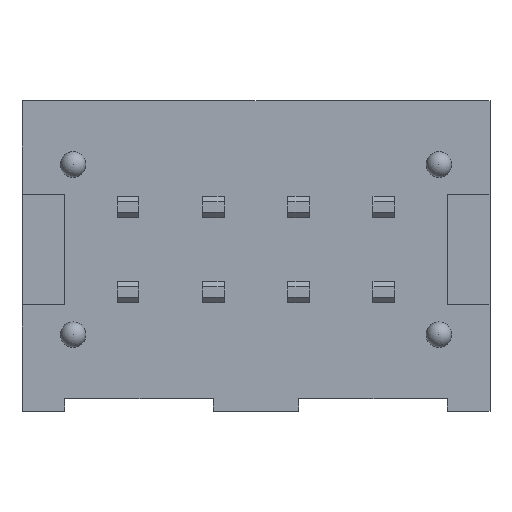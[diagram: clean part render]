
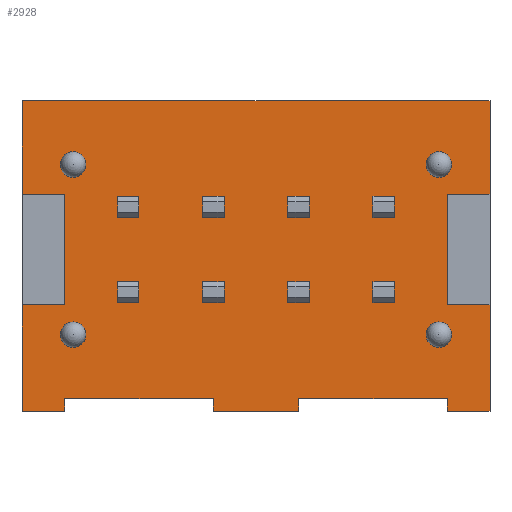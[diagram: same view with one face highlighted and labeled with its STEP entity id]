
A CAD part, front view. The second image highlights one B-rep face of the part: STEP entity #2928.
In plain terms, the highlighted planar face has unit normal (0, -1, 0).
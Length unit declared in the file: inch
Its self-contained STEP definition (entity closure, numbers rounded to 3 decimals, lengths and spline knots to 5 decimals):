
#22=CIRCLE('',#3115,0.015);
#23=CIRCLE('',#3116,0.015);
#24=CIRCLE('',#3117,0.015);
#25=CIRCLE('',#3118,0.015);
#665=ORIENTED_EDGE('',*,*,#1197,.F.);
#666=ORIENTED_EDGE('',*,*,#1198,.F.);
#667=ORIENTED_EDGE('',*,*,#1199,.F.);
#668=ORIENTED_EDGE('',*,*,#1200,.F.);
#669=ORIENTED_EDGE('',*,*,#1201,.F.);
#670=ORIENTED_EDGE('',*,*,#1202,.F.);
#671=ORIENTED_EDGE('',*,*,#1203,.F.);
#672=ORIENTED_EDGE('',*,*,#1204,.F.);
#673=ORIENTED_EDGE('',*,*,#1205,.F.);
#674=ORIENTED_EDGE('',*,*,#1206,.F.);
#675=ORIENTED_EDGE('',*,*,#1207,.F.);
#676=ORIENTED_EDGE('',*,*,#1208,.F.);
#677=ORIENTED_EDGE('',*,*,#1209,.F.);
#678=ORIENTED_EDGE('',*,*,#1210,.F.);
#679=ORIENTED_EDGE('',*,*,#1211,.F.);
#680=ORIENTED_EDGE('',*,*,#1212,.F.);
#681=ORIENTED_EDGE('',*,*,#1213,.F.);
#682=ORIENTED_EDGE('',*,*,#1214,.T.);
#683=ORIENTED_EDGE('',*,*,#1215,.T.);
#684=ORIENTED_EDGE('',*,*,#1216,.F.);
#685=ORIENTED_EDGE('',*,*,#1217,.F.);
#686=ORIENTED_EDGE('',*,*,#1218,.F.);
#687=ORIENTED_EDGE('',*,*,#1219,.T.);
#688=ORIENTED_EDGE('',*,*,#1220,.F.);
#1197=EDGE_CURVE('',#1511,#1511,#22,.T.);
#1198=EDGE_CURVE('',#1512,#1512,#23,.T.);
#1199=EDGE_CURVE('',#1513,#1513,#24,.T.);
#1200=EDGE_CURVE('',#1514,#1514,#25,.T.);
#1201=EDGE_CURVE('',#1515,#1516,#1885,.T.);
#1202=EDGE_CURVE('',#1517,#1515,#1886,.T.);
#1203=EDGE_CURVE('',#1518,#1517,#1887,.T.);
#1204=EDGE_CURVE('',#1519,#1518,#1888,.T.);
#1205=EDGE_CURVE('',#1520,#1519,#1889,.T.);
#1206=EDGE_CURVE('',#1521,#1520,#1890,.T.);
#1207=EDGE_CURVE('',#1522,#1521,#1891,.T.);
#1208=EDGE_CURVE('',#1523,#1522,#1892,.T.);
#1209=EDGE_CURVE('',#1524,#1523,#1893,.T.);
#1210=EDGE_CURVE('',#1525,#1524,#1894,.T.);
#1211=EDGE_CURVE('',#1526,#1525,#1895,.T.);
#1212=EDGE_CURVE('',#1527,#1526,#1896,.T.);
#1213=EDGE_CURVE('',#1528,#1527,#1897,.T.);
#1214=EDGE_CURVE('',#1528,#1529,#1898,.T.);
#1215=EDGE_CURVE('',#1529,#1530,#1899,.T.);
#1216=EDGE_CURVE('',#1531,#1530,#1900,.T.);
#1217=EDGE_CURVE('',#1532,#1531,#1901,.T.);
#1218=EDGE_CURVE('',#1533,#1532,#1902,.T.);
#1219=EDGE_CURVE('',#1533,#1534,#1903,.T.);
#1220=EDGE_CURVE('',#1516,#1534,#1904,.T.);
#1511=VERTEX_POINT('',#4536);
#1512=VERTEX_POINT('',#4538);
#1513=VERTEX_POINT('',#4540);
#1514=VERTEX_POINT('',#4542);
#1515=VERTEX_POINT('',#4544);
#1516=VERTEX_POINT('',#4545);
#1517=VERTEX_POINT('',#4547);
#1518=VERTEX_POINT('',#4549);
#1519=VERTEX_POINT('',#4551);
#1520=VERTEX_POINT('',#4553);
#1521=VERTEX_POINT('',#4555);
#1522=VERTEX_POINT('',#4557);
#1523=VERTEX_POINT('',#4559);
#1524=VERTEX_POINT('',#4561);
#1525=VERTEX_POINT('',#4563);
#1526=VERTEX_POINT('',#4565);
#1527=VERTEX_POINT('',#4567);
#1528=VERTEX_POINT('',#4569);
#1529=VERTEX_POINT('',#4571);
#1530=VERTEX_POINT('',#4573);
#1531=VERTEX_POINT('',#4575);
#1532=VERTEX_POINT('',#4577);
#1533=VERTEX_POINT('',#4579);
#1534=VERTEX_POINT('',#4581);
#1885=LINE('',#4543,#2295);
#1886=LINE('',#4546,#2296);
#1887=LINE('',#4548,#2297);
#1888=LINE('',#4550,#2298);
#1889=LINE('',#4552,#2299);
#1890=LINE('',#4554,#2300);
#1891=LINE('',#4556,#2301);
#1892=LINE('',#4558,#2302);
#1893=LINE('',#4560,#2303);
#1894=LINE('',#4562,#2304);
#1895=LINE('',#4564,#2305);
#1896=LINE('',#4566,#2306);
#1897=LINE('',#4568,#2307);
#1898=LINE('',#4570,#2308);
#1899=LINE('',#4572,#2309);
#1900=LINE('',#4574,#2310);
#1901=LINE('',#4576,#2311);
#1902=LINE('',#4578,#2312);
#1903=LINE('',#4580,#2313);
#1904=LINE('',#4582,#2314);
#2295=VECTOR('',#3710,39.37008);
#2296=VECTOR('',#3711,39.37008);
#2297=VECTOR('',#3712,39.37008);
#2298=VECTOR('',#3713,39.37008);
#2299=VECTOR('',#3714,39.37008);
#2300=VECTOR('',#3715,39.37008);
#2301=VECTOR('',#3716,39.37008);
#2302=VECTOR('',#3717,39.37008);
#2303=VECTOR('',#3718,39.37008);
#2304=VECTOR('',#3719,39.37008);
#2305=VECTOR('',#3720,39.37008);
#2306=VECTOR('',#3721,39.37008);
#2307=VECTOR('',#3722,39.37008);
#2308=VECTOR('',#3723,39.37008);
#2309=VECTOR('',#3724,39.37008);
#2310=VECTOR('',#3725,39.37008);
#2311=VECTOR('',#3726,39.37008);
#2312=VECTOR('',#3727,39.37008);
#2313=VECTOR('',#3728,39.37008);
#2314=VECTOR('',#3729,39.37008);
#2486=EDGE_LOOP('',(#665));
#2487=EDGE_LOOP('',(#666));
#2488=EDGE_LOOP('',(#667));
#2489=EDGE_LOOP('',(#668));
#2490=EDGE_LOOP('',(#669,#670,#671,#672,#673,#674,#675,#676,#677,#678,#679,
#680,#681,#682,#683,#684,#685,#686,#687,#688));
#2636=FACE_BOUND('',#2486,.T.);
#2637=FACE_BOUND('',#2487,.T.);
#2638=FACE_BOUND('',#2488,.T.);
#2639=FACE_BOUND('',#2489,.T.);
#2640=FACE_BOUND('',#2490,.T.);
#2786=PLANE('',#3114);
#2928=ADVANCED_FACE('',(#2636,#2637,#2638,#2639,#2640),#2786,.F.);
#3114=AXIS2_PLACEMENT_3D('',#4534,#3700,#3701);
#3115=AXIS2_PLACEMENT_3D('',#4535,#3702,#3703);
#3116=AXIS2_PLACEMENT_3D('',#4537,#3704,#3705);
#3117=AXIS2_PLACEMENT_3D('',#4539,#3706,#3707);
#3118=AXIS2_PLACEMENT_3D('',#4541,#3708,#3709);
#3700=DIRECTION('',(0.,1.,0.));
#3701=DIRECTION('',(0.,0.,1.));
#3702=DIRECTION('',(0.,-1.,0.));
#3703=DIRECTION('',(0.,0.,-1.));
#3704=DIRECTION('',(0.,-1.,0.));
#3705=DIRECTION('',(0.,0.,-1.));
#3706=DIRECTION('',(0.,-1.,0.));
#3707=DIRECTION('',(0.,0.,-1.));
#3708=DIRECTION('',(0.,-1.,0.));
#3709=DIRECTION('',(0.,0.,-1.));
#3710=DIRECTION('',(0.,0.,-1.));
#3711=DIRECTION('',(-1.,0.,0.));
#3712=DIRECTION('',(0.,0.,1.));
#3713=DIRECTION('',(-1.,0.,0.));
#3714=DIRECTION('',(0.,0.,-1.));
#3715=DIRECTION('',(-1.,0.,0.));
#3716=DIRECTION('',(0.,0.,1.));
#3717=DIRECTION('',(-1.,0.,0.));
#3718=DIRECTION('',(0.,0.,-1.));
#3719=DIRECTION('',(1.,0.,0.));
#3720=DIRECTION('',(0.,0.,-1.));
#3721=DIRECTION('',(-1.,0.,0.));
#3722=DIRECTION('',(0.,0.,-1.));
#3723=DIRECTION('',(-1.,0.,0.));
#3724=DIRECTION('',(0.,0.,-1.));
#3725=DIRECTION('',(-1.,0.,0.));
#3726=DIRECTION('',(0.,0.,1.));
#3727=DIRECTION('',(1.,0.,0.));
#3728=DIRECTION('',(0.,0.,-1.));
#3729=DIRECTION('',(-1.,0.,0.));
#4534=CARTESIAN_POINT('',(0.275,0.,0.175));
#4535=CARTESIAN_POINT('',(0.215,0.,-0.1));
#4536=CARTESIAN_POINT('',(0.215,0.,-0.115));
#4537=CARTESIAN_POINT('',(0.215,0.,0.1));
#4538=CARTESIAN_POINT('',(0.215,0.,0.085));
#4539=CARTESIAN_POINT('',(-0.215,0.,-0.1));
#4540=CARTESIAN_POINT('',(-0.215,0.,-0.115));
#4541=CARTESIAN_POINT('',(-0.215,0.,0.1));
#4542=CARTESIAN_POINT('',(-0.215,0.,0.085));
#4543=CARTESIAN_POINT('',(-0.225,0.,-0.175));
#4544=CARTESIAN_POINT('',(-0.225,0.,-0.175));
#4545=CARTESIAN_POINT('',(-0.225,0.,-0.19));
#4546=CARTESIAN_POINT('',(-0.05,0.,-0.175));
#4547=CARTESIAN_POINT('',(-0.05,0.,-0.175));
#4548=CARTESIAN_POINT('',(-0.05,0.,-0.19));
#4549=CARTESIAN_POINT('',(-0.05,0.,-0.19));
#4550=CARTESIAN_POINT('',(0.275,0.,-0.19));
#4551=CARTESIAN_POINT('',(0.05,0.,-0.19));
#4552=CARTESIAN_POINT('',(0.05,0.,-0.175));
#4553=CARTESIAN_POINT('',(0.05,0.,-0.175));
#4554=CARTESIAN_POINT('',(0.225,0.,-0.175));
#4555=CARTESIAN_POINT('',(0.225,0.,-0.175));
#4556=CARTESIAN_POINT('',(0.225,0.,-0.19));
#4557=CARTESIAN_POINT('',(0.225,0.,-0.19));
#4558=CARTESIAN_POINT('',(0.275,0.,-0.19));
#4559=CARTESIAN_POINT('',(0.275,0.,-0.19));
#4560=CARTESIAN_POINT('',(0.275,0.,0.175));
#4561=CARTESIAN_POINT('',(0.275,0.,-0.065));
#4562=CARTESIAN_POINT('',(0.225,0.,-0.065));
#4563=CARTESIAN_POINT('',(0.225,0.,-0.065));
#4564=CARTESIAN_POINT('',(0.225,0.,0.065));
#4565=CARTESIAN_POINT('',(0.225,0.,0.065));
#4566=CARTESIAN_POINT('',(0.275,0.,0.065));
#4567=CARTESIAN_POINT('',(0.275,0.,0.065));
#4568=CARTESIAN_POINT('',(0.275,0.,0.175));
#4569=CARTESIAN_POINT('',(0.275,0.,0.175));
#4570=CARTESIAN_POINT('',(0.275,0.,0.175));
#4571=CARTESIAN_POINT('',(-0.275,0.,0.175));
#4572=CARTESIAN_POINT('',(-0.275,0.,0.175));
#4573=CARTESIAN_POINT('',(-0.275,0.,0.065));
#4574=CARTESIAN_POINT('',(-0.225,0.,0.065));
#4575=CARTESIAN_POINT('',(-0.225,0.,0.065));
#4576=CARTESIAN_POINT('',(-0.225,0.,-0.065));
#4577=CARTESIAN_POINT('',(-0.225,0.,-0.065));
#4578=CARTESIAN_POINT('',(-0.275,0.,-0.065));
#4579=CARTESIAN_POINT('',(-0.275,0.,-0.065));
#4580=CARTESIAN_POINT('',(-0.275,0.,0.175));
#4581=CARTESIAN_POINT('',(-0.275,0.,-0.19));
#4582=CARTESIAN_POINT('',(0.275,0.,-0.19));
